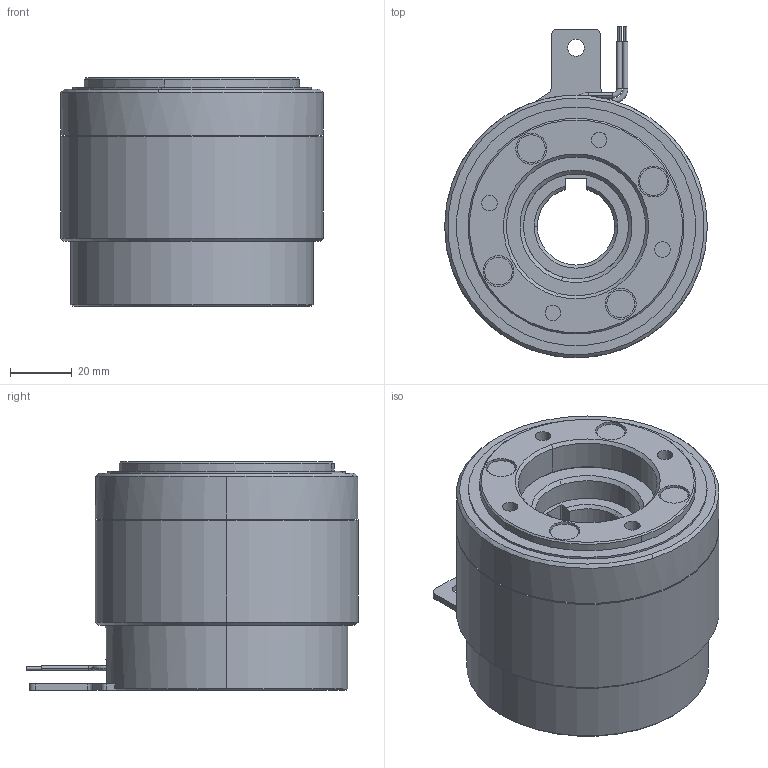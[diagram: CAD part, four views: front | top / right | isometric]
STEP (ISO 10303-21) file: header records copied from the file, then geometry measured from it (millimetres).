
FILE_DESCRIPTION (( 'STEP AP203' ), '1' );
FILE_NAME ('MZS 5D_23596500.STEP', '2020-03-23T23:21:39', ( '' ), ( '' ), 'SwSTEP 2.0', 'SolidWorks 2018', '' );
FILE_SCHEMA (( 'CONFIG_CONTROL_DESIGN' ));
Length unit declared in the file: millimetre
Products named in the file (1): MZS 5D_23596500
Bounding box: 85.1 x 107.55 x 73.95 mm (x, y, z)
Volume: 334554.7 mm3; surface area: 42652.7 mm2
Topology: 1 solids, 1 shells, 226 faces, 545 edges, 347 vertices
Faces by surface type: cylinder 111, plane 73, cone 30, torus 12
Entity records: 6806 total; most frequent: DIRECTION 1291, CARTESIAN_POINT 1195, ORIENTED_EDGE 1082, EDGE_CURVE 541, AXIS2_PLACEMENT_3D 535, VERTEX_POINT 347, CIRCLE 308, EDGE_LOOP 260
